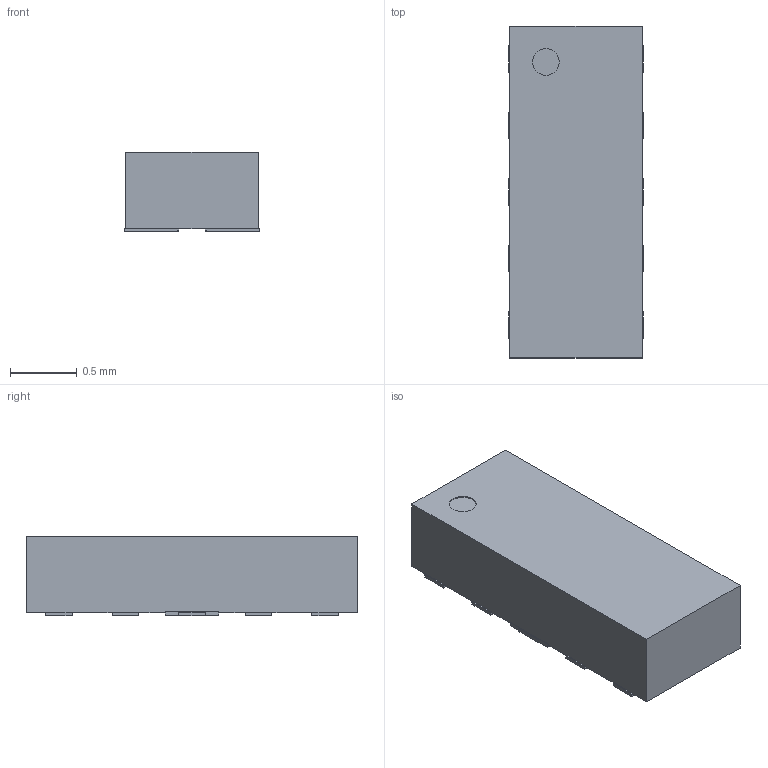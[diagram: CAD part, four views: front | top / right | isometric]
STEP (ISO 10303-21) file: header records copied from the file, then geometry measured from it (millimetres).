
FILE_DESCRIPTION(/* description */ ('model of Diodes_UDFN-10_1.0x2.5mm_P0.5mm'),/* implementation_level */ '2;1');
FILE_NAME(/* name */ 'Diodes_UDFN-10_1.0x2.5mm_P0.5mm.step',/* time_stamp */ '2024-02-09T00:34:10',/* author */ ('KiCAD','kicad'),/* organization */ ('OCCT'),/* preprocessor_version */ '',/* originating_system */ 'KiCAD',/* authorisation */ '');
FILE_SCHEMA(('AUTOMOTIVE_DESIGN { 1 0 10303 214 1 1 1 1 }'));
Length unit declared in the file: millimetre
Products named in the file (1): Diodes_UDFN-10_1.0x2.5mm_P0.5mm
Bounding box: 1.01 x 2.49 x 0.59 mm (x, y, z)
Volume: 1.4 mm3; surface area: 9.3 mm2
Topology: 1 solids, 1 shells, 76 faces, 219 edges, 146 vertices
Faces by surface type: plane 75, cylinder 1
Full cylindrical faces by diameter (mm): 0.2 x1
Entity records: 3143 total; most frequent: CARTESIAN_POINT 442, ORIENTED_EDGE 438, DIRECTION 375, EDGE_CURVE 219, LINE 217, VECTOR 217, VERTEX_POINT 146, AXIS2_PLACEMENT_3D 79
